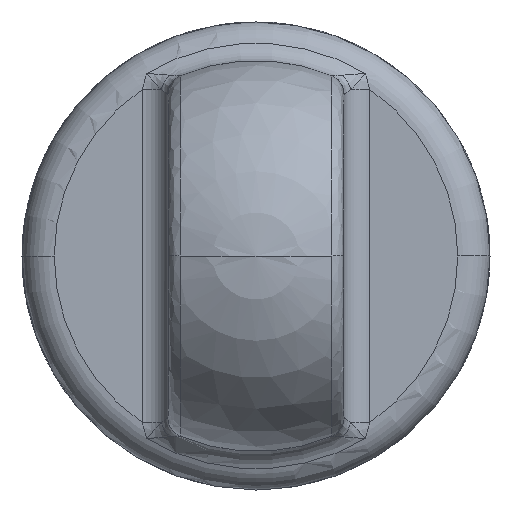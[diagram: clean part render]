
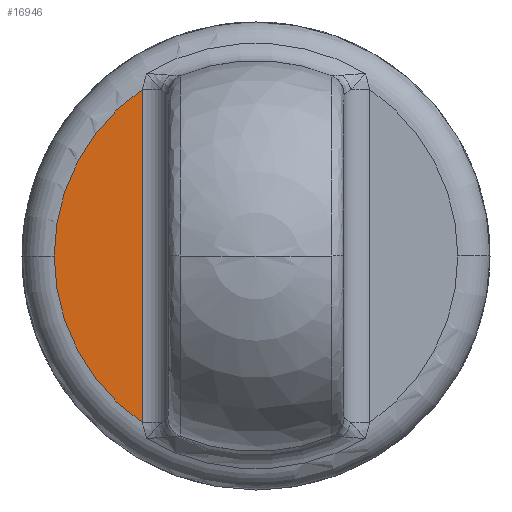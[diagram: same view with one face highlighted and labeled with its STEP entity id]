
A CAD part, front view. The second image highlights one B-rep face of the part: STEP entity #16946.
In plain terms, the highlighted planar face has unit normal (0, -1, 0).
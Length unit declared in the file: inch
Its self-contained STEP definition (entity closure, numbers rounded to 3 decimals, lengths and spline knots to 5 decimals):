
#15131=CARTESIAN_POINT('',(0.,-9.205,0.));
#15132=DIRECTION('',(0.,1.,0.));
#15133=DIRECTION('',(-0.564,0.,-0.825));
#15134=AXIS2_PLACEMENT_3D('',#15131,#15132,#15133);
#15239=DIRECTION('',(0.,0.,1.));
#15240=VECTOR('',#15239,3.20286);
#15241=CARTESIAN_POINT('',(-1.095,-9.205,-1.60143));
#15242=LINE('',#15241,#15240);
#15372=CARTESIAN_POINT('',(0.,-9.205,0.));
#15373=DIRECTION('',(0.,1.,0.));
#15374=DIRECTION('',(-1.,0.,0.));
#15375=AXIS2_PLACEMENT_3D('',#15372,#15373,#15374);
#16412=CARTESIAN_POINT('',(-1.94,-9.205,0.));
#16413=VERTEX_POINT('',#16412);
#16416=CARTESIAN_POINT('',(-1.095,-9.205,-1.60143));
#16417=CARTESIAN_POINT('',(-1.095,-9.205,1.60143));
#16418=VERTEX_POINT('',#16416);
#16419=VERTEX_POINT('',#16417);
#16936=CARTESIAN_POINT('',(0.,-9.205,0.));
#16937=DIRECTION('',(0.,-1.,0.));
#16938=DIRECTION('',(-1.,0.,0.));
#16939=AXIS2_PLACEMENT_3D('',#16936,#16937,#16938);
#16940=PLANE('',#16939);
#16941=ORIENTED_EDGE('',*,*,#16719,.F.);
#16942=ORIENTED_EDGE('',*,*,#16594,.T.);
#16943=ORIENTED_EDGE('',*,*,#16898,.T.);
#16944=EDGE_LOOP('',(#16941,#16942,#16943));
#16945=FACE_OUTER_BOUND('',#16944,.F.);
#16946=ADVANCED_FACE('',(#16945),#16940,.T.);
#15135=CIRCLE('',#15134,1.94);
#15376=CIRCLE('',#15375,1.94);
#16594=EDGE_CURVE('',#16418,#16413,#15135,.T.);
#16719=EDGE_CURVE('',#16418,#16419,#15242,.T.);
#16898=EDGE_CURVE('',#16413,#16419,#15376,.T.);
